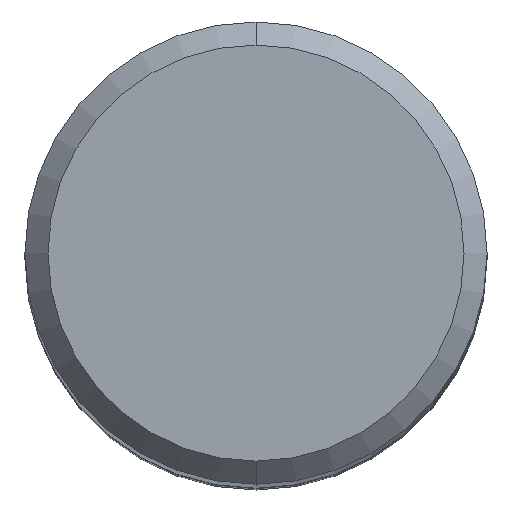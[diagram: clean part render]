
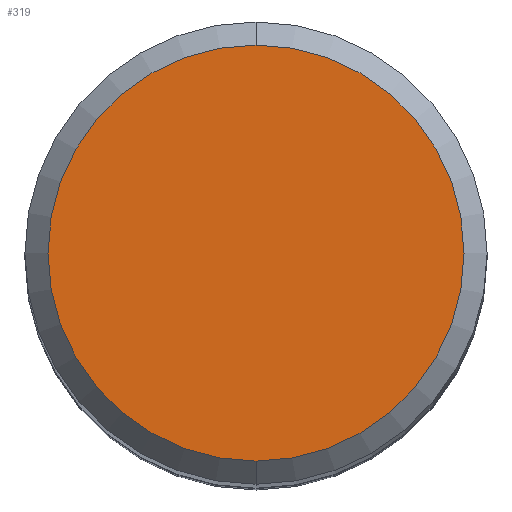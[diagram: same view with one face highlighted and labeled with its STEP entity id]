
A CAD part, top view. The second image highlights one B-rep face of the part: STEP entity #319.
In plain terms, the highlighted planar face has unit normal (0, 0, 1).
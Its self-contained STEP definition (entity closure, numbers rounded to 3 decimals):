
#193=VERTEX_POINT('',#525);
#319=ADVANCED_FACE('',(#662),#663,.T.);
#389=EDGE_CURVE('',#193,#469,#743,.T.);
#461=EDGE_CURVE('',#469,#193,#821,.T.);
#469=VERTEX_POINT('',#830);
#525=CARTESIAN_POINT('',(0.,-5.4,0.0));
#662=FACE_OUTER_BOUND('',#1160,.T.);
#663=PLANE('',#1161);
#743=CIRCLE('',#1353,5.4);
#821=CIRCLE('',#1508,5.4);
#830=CARTESIAN_POINT('',(0.0,5.4,0.0));
#1160=EDGE_LOOP('',(#1753,#1754));
#1161=AXIS2_PLACEMENT_3D('',#1755,#1756,#1757);
#1353=AXIS2_PLACEMENT_3D('',#1866,#1867,#1868);
#1508=AXIS2_PLACEMENT_3D('',#1941,#1942,#1943);
#1753=ORIENTED_EDGE('',*,*,#461,.F.);
#1754=ORIENTED_EDGE('',*,*,#389,.F.);
#1755=CARTESIAN_POINT('',(0.0,2.7,0.0));
#1756=DIRECTION('',(-0.0,0.0,1.0));
#1757=DIRECTION('',(0.0,-1.0,0.0));
#1866=CARTESIAN_POINT('',(0.0,0.0,0.0));
#1867=DIRECTION('',(0.0,0.0,-1.0));
#1868=DIRECTION('',(0.0,1.0,0.0));
#1941=CARTESIAN_POINT('',(0.0,0.0,0.0));
#1942=DIRECTION('',(0.0,0.0,-1.0));
#1943=DIRECTION('',(0.0,1.0,0.0));
